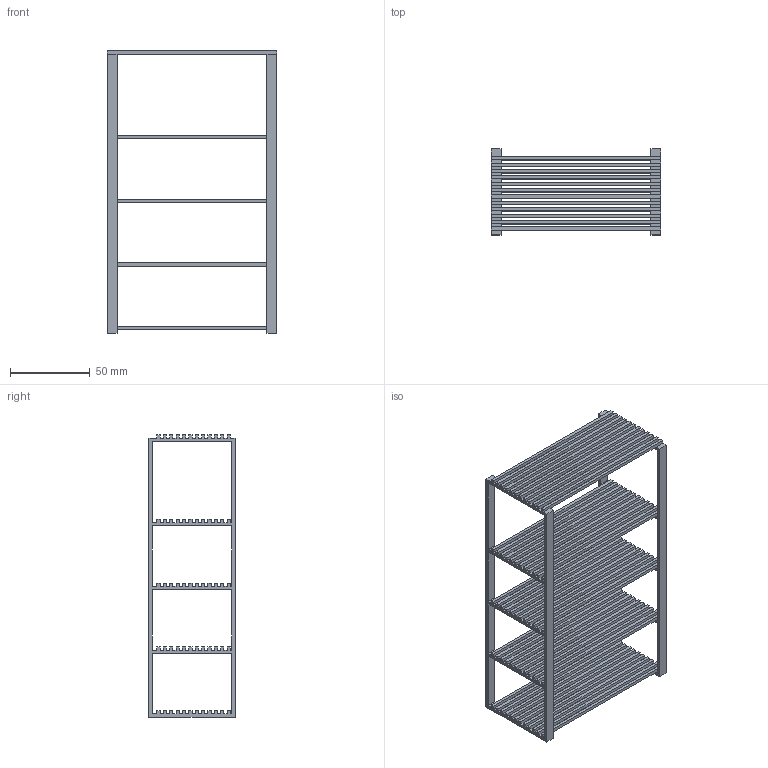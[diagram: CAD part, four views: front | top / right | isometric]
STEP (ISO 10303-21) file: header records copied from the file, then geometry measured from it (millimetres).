
FILE_DESCRIPTION(('Open CASCADE Model'),'2;1');
FILE_NAME('Open CASCADE Shape Model','2025-06-02T15:41:10',('Author'),( 'Open CASCADE'),'Open CASCADE STEP processor 7.8','Open CASCADE 7.8' ,'Unknown');
FILE_SCHEMA(('AUTOMOTIVE_DESIGN { 1 0 10303 214 1 1 1 1 }'));
Length unit declared in the file: millimetre
Products named in the file (1): Open CASCADE STEP translator 7.8 1
Bounding box: 106 x 54 x 177 mm (x, y, z)
Volume: 39840 mm3; surface area: 67536 mm2
Topology: 1 solids, 1 shells, 404 faces, 1320 edges, 800 vertices
Faces by surface type: plane 404
Entity records: 31282 total; most frequent: CARTESIAN_POINT 5165, DIRECTION 4770, LINE 3960, VECTOR 3960, ORIENTED_EDGE 2640, PCURVE 2640, DEFINITIONAL_REPRESENTATION 2640, EDGE_CURVE 1320
